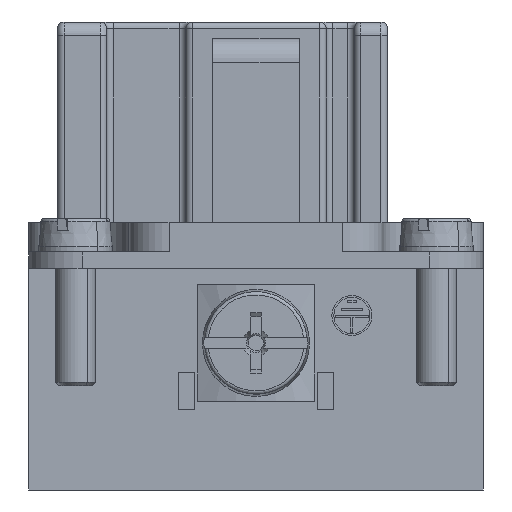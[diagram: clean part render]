
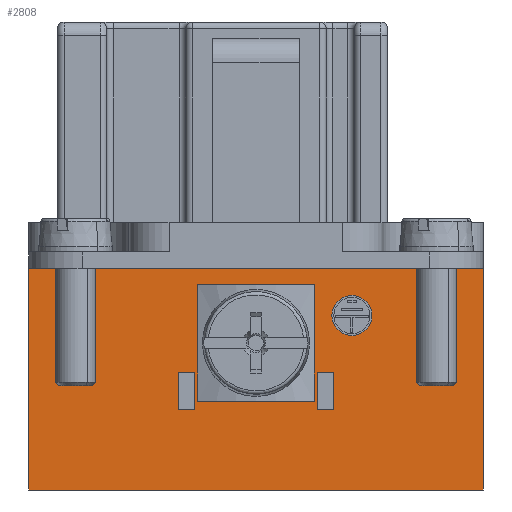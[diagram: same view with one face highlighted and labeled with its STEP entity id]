
A CAD part, front view. The second image highlights one B-rep face of the part: STEP entity #2808.
In plain terms, the highlighted planar face has unit normal (0, -1, 0).
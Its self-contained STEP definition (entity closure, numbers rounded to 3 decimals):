
#2486=CIRCLE('',#18641,2.);
#2487=CIRCLE('',#18642,1.5);
#2808=ADVANCED_FACE('',(#4422,#4423,#4424,#4425,#4426),#3753,.T.);
#3753=PLANE('',#18643);
#4422=FACE_BOUND('',#4586,.T.);
#4423=FACE_BOUND('',#4587,.T.);
#4424=FACE_BOUND('',#4588,.T.);
#4425=FACE_BOUND('',#4589,.T.);
#4426=FACE_BOUND('',#4590,.T.);
#4586=EDGE_LOOP('',(#9240,#9241,#9242,#9243));
#4587=EDGE_LOOP('',(#9244,#9245,#9246,#9247));
#4588=EDGE_LOOP('',(#9248));
#4589=EDGE_LOOP('',(#9249));
#4590=EDGE_LOOP('',(#9250,#9251,#9252,#9253));
#5657=LINE('',#24596,#7325);
#5754=LINE('',#25726,#7422);
#5755=LINE('',#25729,#7423);
#5756=LINE('',#25731,#7424);
#5757=LINE('',#25733,#7425);
#5758=LINE('',#25734,#7426);
#5759=LINE('',#25736,#7427);
#5760=LINE('',#25738,#7428);
#5761=LINE('',#25743,#7429);
#5762=LINE('',#25746,#7430);
#5763=LINE('',#25748,#7431);
#5764=LINE('',#25750,#7432);
#7325=VECTOR('',#19850,1.);
#7422=VECTOR('',#19955,1.);
#7423=VECTOR('',#19956,1.);
#7424=VECTOR('',#19957,1.);
#7425=VECTOR('',#19958,1.);
#7426=VECTOR('',#19959,1.);
#7427=VECTOR('',#19960,1.);
#7428=VECTOR('',#19961,1.);
#7429=VECTOR('',#19966,1.);
#7430=VECTOR('',#19967,1.);
#7431=VECTOR('',#19968,1.);
#7432=VECTOR('',#19969,1.);
#9240=ORIENTED_EDGE('',*,*,#15839,.F.);
#9241=ORIENTED_EDGE('',*,*,#15840,.T.);
#9242=ORIENTED_EDGE('',*,*,#15841,.T.);
#9243=ORIENTED_EDGE('',*,*,#15842,.F.);
#9244=ORIENTED_EDGE('',*,*,#15843,.F.);
#9245=ORIENTED_EDGE('',*,*,#15844,.F.);
#9246=ORIENTED_EDGE('',*,*,#15845,.F.);
#9247=ORIENTED_EDGE('',*,*,#15710,.F.);
#9248=ORIENTED_EDGE('',*,*,#15846,.T.);
#9249=ORIENTED_EDGE('',*,*,#15847,.T.);
#9250=ORIENTED_EDGE('',*,*,#15848,.T.);
#9251=ORIENTED_EDGE('',*,*,#15849,.T.);
#9252=ORIENTED_EDGE('',*,*,#15850,.T.);
#9253=ORIENTED_EDGE('',*,*,#15851,.F.);
#14070=VERTEX_POINT('',#24595);
#14071=VERTEX_POINT('',#24597);
#14198=VERTEX_POINT('',#25727);
#14199=VERTEX_POINT('',#25728);
#14200=VERTEX_POINT('',#25730);
#14201=VERTEX_POINT('',#25732);
#14202=VERTEX_POINT('',#25735);
#14203=VERTEX_POINT('',#25737);
#14204=VERTEX_POINT('',#25740);
#14205=VERTEX_POINT('',#25742);
#14206=VERTEX_POINT('',#25744);
#14207=VERTEX_POINT('',#25745);
#14208=VERTEX_POINT('',#25747);
#14209=VERTEX_POINT('',#25749);
#15710=EDGE_CURVE('',#14070,#14071,#5657,.T.);
#15839=EDGE_CURVE('',#14198,#14199,#5754,.T.);
#15840=EDGE_CURVE('',#14198,#14200,#5755,.T.);
#15841=EDGE_CURVE('',#14200,#14201,#5756,.T.);
#15842=EDGE_CURVE('',#14199,#14201,#5757,.T.);
#15843=EDGE_CURVE('',#14202,#14070,#5758,.T.);
#15844=EDGE_CURVE('',#14203,#14202,#5759,.T.);
#15845=EDGE_CURVE('',#14071,#14203,#5760,.T.);
#15846=EDGE_CURVE('',#14204,#14204,#2486,.T.);
#15847=EDGE_CURVE('',#14205,#14205,#2487,.T.);
#15848=EDGE_CURVE('',#14206,#14207,#5761,.T.);
#15849=EDGE_CURVE('',#14207,#14208,#5762,.T.);
#15850=EDGE_CURVE('',#14208,#14209,#5763,.T.);
#15851=EDGE_CURVE('',#14206,#14209,#5764,.T.);
#18641=AXIS2_PLACEMENT_3D('',#25739,#19962,#19963);
#18642=AXIS2_PLACEMENT_3D('',#25741,#19964,#19965);
#18643=AXIS2_PLACEMENT_3D('',#25751,#19970,#19971);
#19850=DIRECTION('',(0.,0.,-1.));
#19955=DIRECTION('',(0.,0.,-1.));
#19956=DIRECTION('',(1.,0.,0.));
#19957=DIRECTION('',(0.,0.,-1.));
#19958=DIRECTION('',(1.,0.,0.));
#19959=DIRECTION('',(1.,0.,0.));
#19960=DIRECTION('',(0.,0.,1.));
#19961=DIRECTION('',(-1.,0.,0.));
#19962=DIRECTION('',(0.,1.,0.));
#19963=DIRECTION('',(1.,0.,0.));
#19964=DIRECTION('',(0.,1.,0.));
#19965=DIRECTION('',(1.,0.,0.));
#19966=DIRECTION('',(0.,0.,1.));
#19967=DIRECTION('',(1.,0.,0.));
#19968=DIRECTION('',(0.,0.,-1.));
#19969=DIRECTION('',(1.,0.,0.));
#19970=DIRECTION('',(0.,-1.,0.));
#19971=DIRECTION('',(1.,0.,0.));
#24595=CARTESIAN_POINT('',(17.,-33.25,16.6));
#24596=CARTESIAN_POINT('',(17.,-33.25,20.));
#24597=CARTESIAN_POINT('',(17.,-33.25,0.));
#25726=CARTESIAN_POINT('',(4.6,-33.25,8.3));
#25727=CARTESIAN_POINT('',(4.6,-33.25,8.8));
#25728=CARTESIAN_POINT('',(4.6,-33.25,6.));
#25729=CARTESIAN_POINT('',(0.,-33.25,8.8));
#25730=CARTESIAN_POINT('',(5.8,-33.25,8.8));
#25731=CARTESIAN_POINT('',(5.8,-33.25,8.3));
#25732=CARTESIAN_POINT('',(5.8,-33.25,6.));
#25733=CARTESIAN_POINT('',(0.,-33.25,6.));
#25734=CARTESIAN_POINT('',(-17.,-33.25,16.6));
#25735=CARTESIAN_POINT('',(-17.,-33.25,16.6));
#25736=CARTESIAN_POINT('',(-17.,-33.25,17.8));
#25737=CARTESIAN_POINT('',(-17.,-33.25,0.));
#25738=CARTESIAN_POINT('',(6.05,-33.25,0.));
#25739=CARTESIAN_POINT('',(0.,-33.25,11.));
#25740=CARTESIAN_POINT('',(2.,-33.25,11.));
#25741=CARTESIAN_POINT('',(7.175,-33.25,13.05));
#25742=CARTESIAN_POINT('',(8.675,-33.25,13.05));
#25743=CARTESIAN_POINT('',(-5.8,-33.25,8.3));
#25744=CARTESIAN_POINT('',(-5.8,-33.25,6.));
#25745=CARTESIAN_POINT('',(-5.8,-33.25,8.8));
#25746=CARTESIAN_POINT('',(0.,-33.25,8.8));
#25747=CARTESIAN_POINT('',(-4.6,-33.25,8.8));
#25748=CARTESIAN_POINT('',(-4.6,-33.25,8.3));
#25749=CARTESIAN_POINT('',(-4.6,-33.25,6.));
#25750=CARTESIAN_POINT('',(0.,-33.25,6.));
#25751=CARTESIAN_POINT('',(0.,-33.25,8.3));
